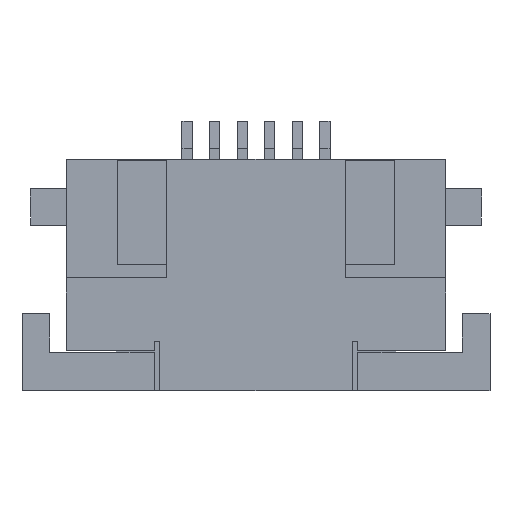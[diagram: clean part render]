
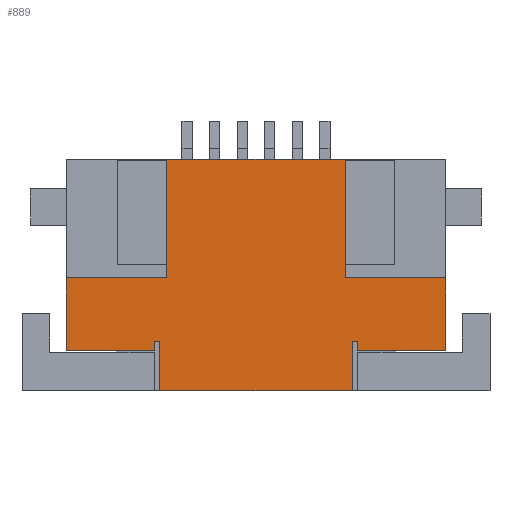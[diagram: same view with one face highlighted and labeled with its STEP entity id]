
A CAD part, top view. The second image highlights one B-rep face of the part: STEP entity #889.
In plain terms, the highlighted planar face has unit normal (0, 0, 1).
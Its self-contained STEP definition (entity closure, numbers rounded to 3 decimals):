
#706 = VERTEX_POINT('',#707);
#707 = CARTESIAN_POINT('',(3.45,-3.46,1.885));
#713 = EDGE_CURVE('',#714,#706,#716,.T.);
#714 = VERTEX_POINT('',#715);
#715 = CARTESIAN_POINT('',(3.45,-2.14,1.885));
#716 = LINE('',#717,#718);
#717 = CARTESIAN_POINT('',(3.45,-2.14,1.885));
#718 = VECTOR('',#719,1.);
#719 = DIRECTION('',(0.,-1.,0.));
#832 = VERTEX_POINT('',#833);
#833 = CARTESIAN_POINT('',(1.62,-2.14,1.885));
#839 = EDGE_CURVE('',#840,#832,#842,.T.);
#840 = VERTEX_POINT('',#841);
#841 = CARTESIAN_POINT('',(1.62,0.01,1.885));
#842 = LINE('',#843,#844);
#843 = CARTESIAN_POINT('',(1.62,0.01,1.885));
#844 = VECTOR('',#845,1.);
#845 = DIRECTION('',(0.,-1.,0.));
#878 = EDGE_CURVE('',#832,#714,#879,.T.);
#879 = LINE('',#880,#881);
#880 = CARTESIAN_POINT('',(1.62,-2.14,1.885));
#881 = VECTOR('',#882,1.);
#882 = DIRECTION('',(1.,0.,0.));
#889 = ADVANCED_FACE('',(#890),#997,.T.);
#890 = FACE_BOUND('',#891,.F.);
#891 = EDGE_LOOP('',(#892,#900,#901,#902,#903,#911,#919,#927,#935,#943,
    #951,#959,#967,#975,#983,#991));
#892 = ORIENTED_EDGE('',*,*,#893,.T.);
#893 = EDGE_CURVE('',#894,#840,#896,.T.);
#894 = VERTEX_POINT('',#895);
#895 = CARTESIAN_POINT('',(-1.62,0.01,1.885));
#896 = LINE('',#897,#898);
#897 = CARTESIAN_POINT('',(-1.62,0.01,1.885));
#898 = VECTOR('',#899,1.);
#899 = DIRECTION('',(1.,0.,0.));
#900 = ORIENTED_EDGE('',*,*,#839,.T.);
#901 = ORIENTED_EDGE('',*,*,#878,.T.);
#902 = ORIENTED_EDGE('',*,*,#713,.T.);
#903 = ORIENTED_EDGE('',*,*,#904,.F.);
#904 = EDGE_CURVE('',#905,#706,#907,.T.);
#905 = VERTEX_POINT('',#906);
#906 = CARTESIAN_POINT('',(1.85,-3.46,1.885));
#907 = LINE('',#908,#909);
#908 = CARTESIAN_POINT('',(1.85,-3.46,1.885));
#909 = VECTOR('',#910,1.);
#910 = DIRECTION('',(1.,0.,0.));
#911 = ORIENTED_EDGE('',*,*,#912,.T.);
#912 = EDGE_CURVE('',#905,#913,#915,.T.);
#913 = VERTEX_POINT('',#914);
#914 = CARTESIAN_POINT('',(1.85,-3.29,1.885));
#915 = LINE('',#916,#917);
#916 = CARTESIAN_POINT('',(1.85,-3.46,1.885));
#917 = VECTOR('',#918,1.);
#918 = DIRECTION('',(0.,1.,0.));
#919 = ORIENTED_EDGE('',*,*,#920,.F.);
#920 = EDGE_CURVE('',#921,#913,#923,.T.);
#921 = VERTEX_POINT('',#922);
#922 = CARTESIAN_POINT('',(1.75,-3.29,1.885));
#923 = LINE('',#924,#925);
#924 = CARTESIAN_POINT('',(1.75,-3.29,1.885));
#925 = VECTOR('',#926,1.);
#926 = DIRECTION('',(1.,0.,0.));
#927 = ORIENTED_EDGE('',*,*,#928,.T.);
#928 = EDGE_CURVE('',#921,#929,#931,.T.);
#929 = VERTEX_POINT('',#930);
#930 = CARTESIAN_POINT('',(1.75,-4.19,1.885));
#931 = LINE('',#932,#933);
#932 = CARTESIAN_POINT('',(1.75,-3.29,1.885));
#933 = VECTOR('',#934,1.);
#934 = DIRECTION('',(0.,-1.,0.));
#935 = ORIENTED_EDGE('',*,*,#936,.T.);
#936 = EDGE_CURVE('',#929,#937,#939,.T.);
#937 = VERTEX_POINT('',#938);
#938 = CARTESIAN_POINT('',(-1.75,-4.19,1.885));
#939 = LINE('',#940,#941);
#940 = CARTESIAN_POINT('',(1.75,-4.19,1.885));
#941 = VECTOR('',#942,1.);
#942 = DIRECTION('',(-1.,0.,0.));
#943 = ORIENTED_EDGE('',*,*,#944,.T.);
#944 = EDGE_CURVE('',#937,#945,#947,.T.);
#945 = VERTEX_POINT('',#946);
#946 = CARTESIAN_POINT('',(-1.75,-3.29,1.885));
#947 = LINE('',#948,#949);
#948 = CARTESIAN_POINT('',(-1.75,-4.19,1.885));
#949 = VECTOR('',#950,1.);
#950 = DIRECTION('',(0.,1.,0.));
#951 = ORIENTED_EDGE('',*,*,#952,.F.);
#952 = EDGE_CURVE('',#953,#945,#955,.T.);
#953 = VERTEX_POINT('',#954);
#954 = CARTESIAN_POINT('',(-1.85,-3.29,1.885));
#955 = LINE('',#956,#957);
#956 = CARTESIAN_POINT('',(-1.85,-3.29,1.885));
#957 = VECTOR('',#958,1.);
#958 = DIRECTION('',(1.,0.,0.));
#959 = ORIENTED_EDGE('',*,*,#960,.F.);
#960 = EDGE_CURVE('',#961,#953,#963,.T.);
#961 = VERTEX_POINT('',#962);
#962 = CARTESIAN_POINT('',(-1.85,-3.46,1.885));
#963 = LINE('',#964,#965);
#964 = CARTESIAN_POINT('',(-1.85,-3.46,1.885));
#965 = VECTOR('',#966,1.);
#966 = DIRECTION('',(0.,1.,0.));
#967 = ORIENTED_EDGE('',*,*,#968,.F.);
#968 = EDGE_CURVE('',#969,#961,#971,.T.);
#969 = VERTEX_POINT('',#970);
#970 = CARTESIAN_POINT('',(-3.45,-3.46,1.885));
#971 = LINE('',#972,#973);
#972 = CARTESIAN_POINT('',(-3.45,-3.46,1.885));
#973 = VECTOR('',#974,1.);
#974 = DIRECTION('',(1.,0.,0.));
#975 = ORIENTED_EDGE('',*,*,#976,.T.);
#976 = EDGE_CURVE('',#969,#977,#979,.T.);
#977 = VERTEX_POINT('',#978);
#978 = CARTESIAN_POINT('',(-3.45,-2.14,1.885));
#979 = LINE('',#980,#981);
#980 = CARTESIAN_POINT('',(-3.45,-3.46,1.885));
#981 = VECTOR('',#982,1.);
#982 = DIRECTION('',(0.,1.,0.));
#983 = ORIENTED_EDGE('',*,*,#984,.F.);
#984 = EDGE_CURVE('',#985,#977,#987,.T.);
#985 = VERTEX_POINT('',#986);
#986 = CARTESIAN_POINT('',(-1.62,-2.14,1.885));
#987 = LINE('',#988,#989);
#988 = CARTESIAN_POINT('',(-1.62,-2.14,1.885));
#989 = VECTOR('',#990,1.);
#990 = DIRECTION('',(-1.,0.,0.));
#991 = ORIENTED_EDGE('',*,*,#992,.F.);
#992 = EDGE_CURVE('',#894,#985,#993,.T.);
#993 = LINE('',#994,#995);
#994 = CARTESIAN_POINT('',(-1.62,0.01,1.885));
#995 = VECTOR('',#996,1.);
#996 = DIRECTION('',(0.,-1.,0.));
#997 = PLANE('',#998);
#998 = AXIS2_PLACEMENT_3D('',#999,#1000,#1001);
#999 = CARTESIAN_POINT('',(0.,-2.09,1.885));
#1000 = DIRECTION('',(0.,0.,1.));
#1001 = DIRECTION('',(1.,0.,0.));
